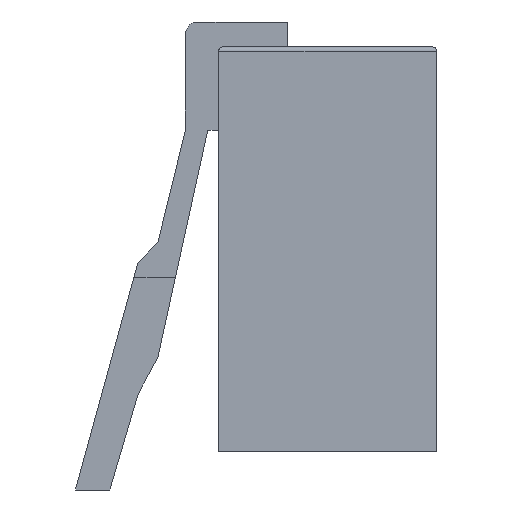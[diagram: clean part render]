
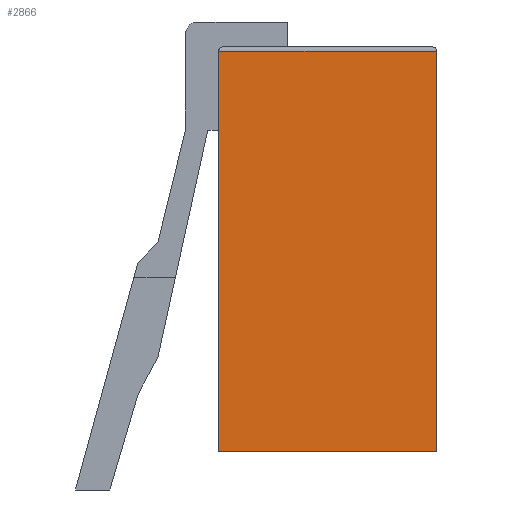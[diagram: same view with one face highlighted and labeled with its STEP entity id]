
A CAD part, left-side view. The second image highlights one B-rep face of the part: STEP entity #2866.
In plain terms, the highlighted planar face has unit normal (-1, 0, 0).
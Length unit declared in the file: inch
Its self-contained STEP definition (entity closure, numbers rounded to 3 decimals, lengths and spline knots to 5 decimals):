
#837 = CARTESIAN_POINT ( 'NONE',  ( -0.1895, 0.131, -0.243 ) ) ;
#1169 = CARTESIAN_POINT ( 'NONE',  ( -0.1895, -0.131, -0.243 ) ) ;
#1170 = DIRECTION ( 'NONE',  ( 0., 0., -1. ) ) ;
#1171 = VECTOR ( 'NONE', #1170, 39.37008 ) ;
#1172 = CARTESIAN_POINT ( 'NONE',  ( -0.1895, -0.131, 0.243 ) ) ;
#1173 = LINE ( 'NONE', #1172, #1171 ) ;
#1222 = CARTESIAN_POINT ( 'NONE',  ( -0.1895, -0.131, 0.238 ) ) ;
#2414 = VERTEX_POINT ( 'NONE', #4880 ) ;
#2836 = EDGE_CURVE ( 'NONE', #4263, #4480, #4957, .T. ) ;
#2866 = ADVANCED_FACE ( 'NONE', ( #5034 ), #5033, .F. ) ;
#2878 = ORIENTED_EDGE ( 'NONE', *, *, #4479, .F. ) ;
#2888 = EDGE_LOOP ( 'NONE', ( #2878, #2906, #2904, #2903 ) ) ;
#2903 = ORIENTED_EDGE ( 'NONE', *, *, #2836, .T. ) ;
#2904 = ORIENTED_EDGE ( 'NONE', *, *, #3337, .T. ) ;
#2906 = ORIENTED_EDGE ( 'NONE', *, *, #2907, .T. ) ;
#2907 = EDGE_CURVE ( 'NONE', #4486, #2414, #5102, .T. ) ;
#3337 = EDGE_CURVE ( 'NONE', #2414, #4263, #5723, .T. ) ;
#4263 = VERTEX_POINT ( 'NONE', #837 ) ;
#4479 = EDGE_CURVE ( 'NONE', #4486, #4480, #1173, .T. ) ;
#4480 = VERTEX_POINT ( 'NONE', #1169 ) ;
#4486 = VERTEX_POINT ( 'NONE', #1222 ) ;
#4880 = CARTESIAN_POINT ( 'NONE',  ( -0.1895, 0.131, 0.238 ) ) ;
#4954 = DIRECTION ( 'NONE',  ( 0., -1., 0. ) ) ;
#4955 = VECTOR ( 'NONE', #4954, 39.37008 ) ;
#4956 = CARTESIAN_POINT ( 'NONE',  ( -0.1895, 0.131, -0.243 ) ) ;
#4957 = LINE ( 'NONE', #4956, #4955 ) ;
#5029 = DIRECTION ( 'NONE',  ( 0., 1., 0. ) ) ;
#5030 = DIRECTION ( 'NONE',  ( 1., 0., 0. ) ) ;
#5031 = CARTESIAN_POINT ( 'NONE',  ( -0.1895, 0.131, 0.243 ) ) ;
#5032 = AXIS2_PLACEMENT_3D ( 'NONE', #5031, #5030, #5029 ) ;
#5033 = PLANE ( 'NONE',  #5032 ) ;
#5034 = FACE_OUTER_BOUND ( 'NONE', #2888, .T. ) ;
#5099 = DIRECTION ( 'NONE',  ( 0., 1., 0. ) ) ;
#5100 = VECTOR ( 'NONE', #5099, 39.37008 ) ;
#5101 = CARTESIAN_POINT ( 'NONE',  ( -0.1895, 0.131, 0.238 ) ) ;
#5102 = LINE ( 'NONE', #5101, #5100 ) ;
#5720 = DIRECTION ( 'NONE',  ( 0., 0., -1. ) ) ;
#5721 = VECTOR ( 'NONE', #5720, 39.37008 ) ;
#5722 = CARTESIAN_POINT ( 'NONE',  ( -0.1895, 0.131, 0.243 ) ) ;
#5723 = LINE ( 'NONE', #5722, #5721 ) ;
